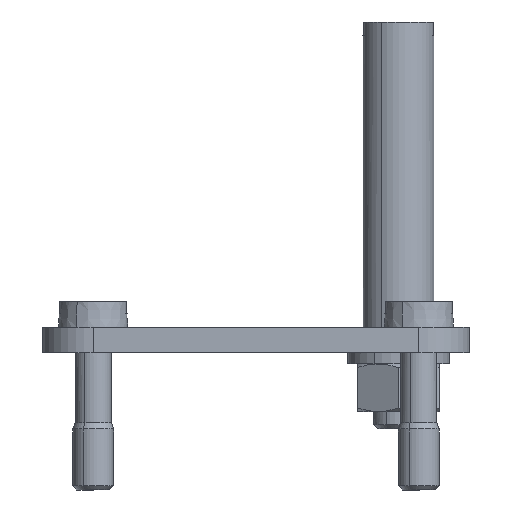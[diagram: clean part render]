
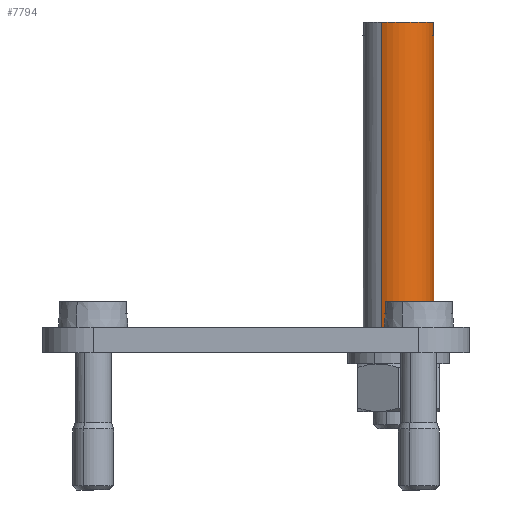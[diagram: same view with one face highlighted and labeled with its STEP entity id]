
A CAD part, front view. The second image highlights one B-rep face of the part: STEP entity #7794.
In plain terms, the highlighted cylindrical face has radius 3.5 mm (diameter 7 mm), a partial arc.
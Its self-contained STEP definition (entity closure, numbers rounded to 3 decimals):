
#1632=AXIS2_PLACEMENT_3D('Circle Axis2P3D',#1630,#1631,$) ;
#7562=AXIS2_PLACEMENT_3D('Circle Axis2P3D',#7560,#7561,$) ;
#7758=AXIS2_PLACEMENT_3D('Cylinder Axis2P3D',#7755,#7756,#7757) ;
#7762=AXIS2_PLACEMENT_3D('Circle Axis2P3D',#7760,#7761,$) ;
#7781=AXIS2_PLACEMENT_3D('Circle Axis2P3D',#7779,#7780,$) ;
#1630=CARTESIAN_POINT('Axis2P3D Location',(35.,63.,16.)) ;
#1634=CARTESIAN_POINT('Vertex',(36.678,66.072,16.)) ;
#1636=CARTESIAN_POINT('Vertex',(33.322,59.928,16.)) ;
#7518=CARTESIAN_POINT('Vertex',(38.448,62.4,44.7)) ;
#7532=CARTESIAN_POINT('Vertex',(38.448,62.4,46.)) ;
#7535=CARTESIAN_POINT('Line Origine',(38.448,62.4,45.35)) ;
#7560=CARTESIAN_POINT('Axis2P3D Location',(35.,63.,44.7)) ;
#7564=CARTESIAN_POINT('Vertex',(38.448,63.6,44.7)) ;
#7592=CARTESIAN_POINT('Line Origine',(38.448,63.6,45.35)) ;
#7596=CARTESIAN_POINT('Vertex',(38.448,63.6,46.)) ;
#7755=CARTESIAN_POINT('Axis2P3D Location',(35.,63.,26.)) ;
#7760=CARTESIAN_POINT('Axis2P3D Location',(35.,63.,46.)) ;
#7764=CARTESIAN_POINT('Vertex',(33.322,59.928,46.)) ;
#7767=CARTESIAN_POINT('Line Origine',(33.322,59.928,31.)) ;
#7772=CARTESIAN_POINT('Line Origine',(36.678,66.072,31.)) ;
#7776=CARTESIAN_POINT('Vertex',(36.678,66.072,46.)) ;
#7779=CARTESIAN_POINT('Axis2P3D Location',(35.,63.,46.)) ;
#1631=DIRECTION('Axis2P3D Direction',(-0.,0.,1.)) ;
#7536=DIRECTION('Vector Direction',(0.,0.,-1.)) ;
#7561=DIRECTION('Axis2P3D Direction',(0.,0.,-1.)) ;
#7593=DIRECTION('Vector Direction',(0.,0.,-1.)) ;
#7756=DIRECTION('Axis2P3D Direction',(0.,-0.,-1.)) ;
#7757=DIRECTION('Axis2P3D XDirection',(-0.479,-0.878,0.)) ;
#7761=DIRECTION('Axis2P3D Direction',(0.,-0.,-1.)) ;
#7768=DIRECTION('Vector Direction',(0.,0.,-1.)) ;
#7773=DIRECTION('Vector Direction',(0.,0.,-1.)) ;
#7780=DIRECTION('Axis2P3D Direction',(0.,-0.,-1.)) ;
#7537=VECTOR('Line Direction',#7536,1.) ;
#7594=VECTOR('Line Direction',#7593,1.) ;
#7769=VECTOR('Line Direction',#7768,1.) ;
#7774=VECTOR('Line Direction',#7773,1.) ;
#7785=ORIENTED_EDGE('',*,*,#7766,.T.) ;
#7786=ORIENTED_EDGE('',*,*,#7771,.F.) ;
#7787=ORIENTED_EDGE('',*,*,#1638,.F.) ;
#7788=ORIENTED_EDGE('',*,*,#7778,.T.) ;
#7789=ORIENTED_EDGE('',*,*,#7783,.T.) ;
#7790=ORIENTED_EDGE('',*,*,#7598,.T.) ;
#7791=ORIENTED_EDGE('',*,*,#7566,.T.) ;
#7792=ORIENTED_EDGE('',*,*,#7539,.F.) ;
#7794=ADVANCED_FACE('Hauptk\X2\00F6\X0\rper',(#7793),#7759,.T.) ;
#1633=CIRCLE('generated circle',#1632,3.5) ;
#7563=CIRCLE('generated circle',#7562,3.5) ;
#7763=CIRCLE('generated circle',#7762,3.5) ;
#7782=CIRCLE('generated circle',#7781,3.5) ;
#7759=CYLINDRICAL_SURFACE('generated cylinder',#7758,3.5) ;
#1638=EDGE_CURVE('',#1635,#1637,#1633,.F.) ;
#7539=EDGE_CURVE('',#7533,#7519,#7538,.T.) ;
#7566=EDGE_CURVE('',#7565,#7519,#7563,.T.) ;
#7598=EDGE_CURVE('',#7597,#7565,#7595,.T.) ;
#7766=EDGE_CURVE('',#7533,#7765,#7763,.T.) ;
#7771=EDGE_CURVE('',#1637,#7765,#7770,.F.) ;
#7778=EDGE_CURVE('',#1635,#7777,#7775,.F.) ;
#7783=EDGE_CURVE('',#7777,#7597,#7782,.T.) ;
#7784=EDGE_LOOP('',(#7785,#7786,#7787,#7788,#7789,#7790,#7791,#7792)) ;
#7793=FACE_OUTER_BOUND('',#7784,.T.) ;
#7538=LINE('Line',#7535,#7537) ;
#7595=LINE('Line',#7592,#7594) ;
#7770=LINE('Line',#7767,#7769) ;
#7775=LINE('Line',#7772,#7774) ;
#1635=VERTEX_POINT('',#1634) ;
#1637=VERTEX_POINT('',#1636) ;
#7519=VERTEX_POINT('',#7518) ;
#7533=VERTEX_POINT('',#7532) ;
#7565=VERTEX_POINT('',#7564) ;
#7597=VERTEX_POINT('',#7596) ;
#7765=VERTEX_POINT('',#7764) ;
#7777=VERTEX_POINT('',#7776) ;
